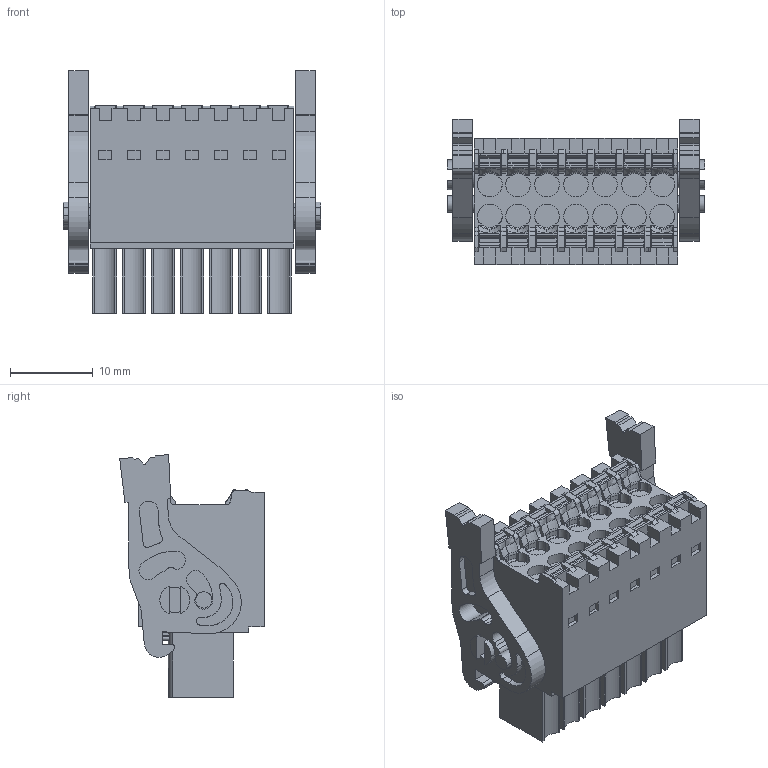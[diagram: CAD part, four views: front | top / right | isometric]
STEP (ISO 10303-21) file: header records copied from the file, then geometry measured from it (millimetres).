
FILE_DESCRIPTION(('CATIA V5 STEP','CAx-IF Rec.Pracs.--- Model Styling and Organization---1.4--- 2014-01-23'),'2;1');
FILE_NAME ('D1450509_1', '2023-08-22T06:50:25+00:00', ('none'), ('Weidmueller'), 'CATIA Version 5-6 Release 2016 SP3 HF44', 'CATIA V5 STEP AP214', 'none');
FILE_SCHEMA(('AUTOMOTIVE_DESIGN { 1 0 10303 214 1 1 1 1 }'));
Length unit declared in the file: millimetre
Products named in the file (1): 1278280000
Bounding box: 31 x 17.45 x 29.28 mm (x, y, z)
Volume: 7539.2 mm3; surface area: 5893.6 mm2
Topology: 17 solids, 17 shells, 1166 faces, 3360 edges, 2275 vertices
Faces by surface type: plane 721, cylinder 189, extrusion 117, torus 83, cone 28, bspline 28
Entity records: 40588 total; most frequent: CARTESIAN_POINT 12516, ORIENTED_EDGE 6720, DIRECTION 4131, EDGE_CURVE 3360, VECTOR 2415, LINE 2298, VERTEX_POINT 2275, EDGE_LOOP 1225
